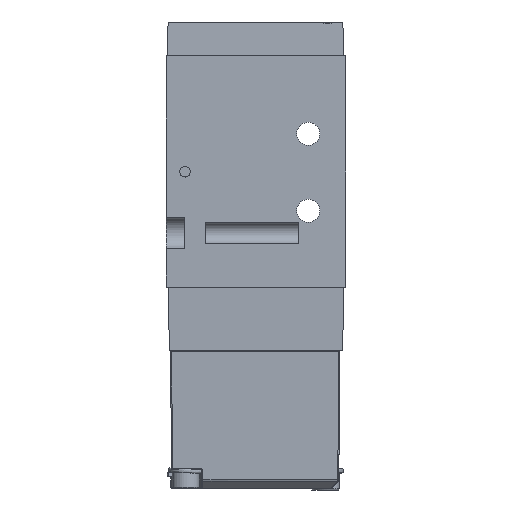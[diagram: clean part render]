
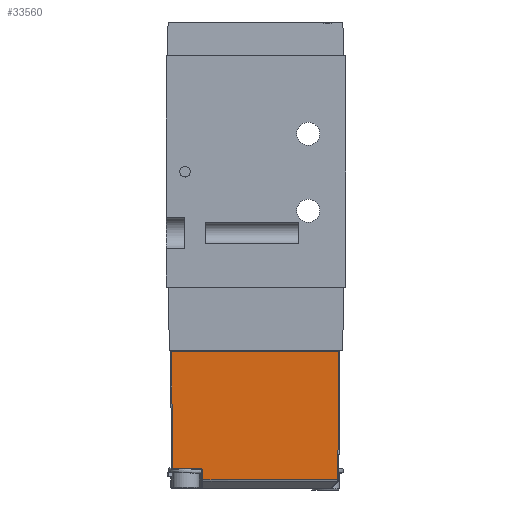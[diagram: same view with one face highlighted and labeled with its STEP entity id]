
A CAD part, left-side view. The second image highlights one B-rep face of the part: STEP entity #33560.
In plain terms, the highlighted face is planar.
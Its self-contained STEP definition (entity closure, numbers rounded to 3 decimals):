
#1401 =( BOUNDED_CURVE ( )  B_SPLINE_CURVE ( 3, ( #33358, #33359, #33360, #33361 ),
 .UNSPECIFIED., .F., .F. ) 
 B_SPLINE_CURVE_WITH_KNOTS ( ( 4, 4 ),
 ( 4.712, 6.283 ),
 .UNSPECIFIED. ) 
 CURVE ( )  GEOMETRIC_REPRESENTATION_ITEM ( )  RATIONAL_B_SPLINE_CURVE ( ( 1., 0.805, 0.805, 1. ) ) 
 REPRESENTATION_ITEM ( '' )  );
#2749 = EDGE_LOOP ( 'NONE', ( #12198, #12199, #12200, #12201, #12202, #12203, #12204 ) ) ;
#2771 = LINE ( 'NONE', #33327, #2773 ) ;
#2773 = VECTOR ( 'NONE', #33328, 1000. ) ;
#2789 = LINE ( 'NONE', #33356, #2791 ) ;
#2791 = VECTOR ( 'NONE', #33357, 1000. ) ;
#2805 = LINE ( 'NONE', #33377, #2806 ) ;
#2806 = VECTOR ( 'NONE', #33378, 1000. ) ;
#2809 = LINE ( 'NONE', #33381, #2810 ) ;
#2810 = VECTOR ( 'NONE', #33382, 1000. ) ;
#2818 = LINE ( 'NONE', #33396, #2819 ) ;
#2819 = VECTOR ( 'NONE', #33397, 1000. ) ;
#2820 = LINE ( 'NONE', #33398, #2821 ) ;
#2821 = VECTOR ( 'NONE', #33399, 1000. ) ;
#7345 = EDGE_CURVE ( 'NONE', #12367, #15481, #2771, .T. ) ;
#7356 = EDGE_CURVE ( 'NONE', #15605, #15464, #2789, .T. ) ;
#7357 = EDGE_CURVE ( 'NONE', #15555, #15594, #1401, .T. ) ;
#7365 = EDGE_CURVE ( 'NONE', #15464, #15594, #2805, .T. ) ;
#7367 = EDGE_CURVE ( 'NONE', #15553, #12367, #2809, .T. ) ;
#7373 = EDGE_CURVE ( 'NONE', #15481, #15605, #2818, .T. ) ;
#7374 = EDGE_CURVE ( 'NONE', #15555, #15553, #2820, .T. ) ;
#12198 = ORIENTED_EDGE ( 'NONE', *, *, #7345, .T. ) ;
#12199 = ORIENTED_EDGE ( 'NONE', *, *, #7373, .T. ) ;
#12200 = ORIENTED_EDGE ( 'NONE', *, *, #7356, .T. ) ;
#12201 = ORIENTED_EDGE ( 'NONE', *, *, #7365, .T. ) ;
#12202 = ORIENTED_EDGE ( 'NONE', *, *, #7357, .F. ) ;
#12203 = ORIENTED_EDGE ( 'NONE', *, *, #7374, .T. ) ;
#12204 = ORIENTED_EDGE ( 'NONE', *, *, #7367, .T. ) ;
#12367 = VERTEX_POINT ( 'NONE', #15112 ) ;
#15112 = CARTESIAN_POINT ( 'NONE',  ( 15.865, 24.876, -10.981 ) ) ;
#15464 = VERTEX_POINT ( 'NONE', #18169 ) ;
#15481 = VERTEX_POINT ( 'NONE', #18186 ) ;
#15553 = VERTEX_POINT ( 'NONE', #18258 ) ;
#15555 = VERTEX_POINT ( 'NONE', #18260 ) ;
#15594 = VERTEX_POINT ( 'NONE', #18299 ) ;
#15605 = VERTEX_POINT ( 'NONE', #18310 ) ;
#18169 = CARTESIAN_POINT ( 'NONE',  ( -15.886, 22.704, -11.022 ) ) ;
#18186 = CARTESIAN_POINT ( 'NONE',  ( 16.098, 0.204, -11.446 ) ) ;
#18258 = CARTESIAN_POINT ( 'NONE',  ( -10.05, 24.876, -10.981 ) ) ;
#18260 = CARTESIAN_POINT ( 'NONE',  ( -10.05, 23.104, -11.014 ) ) ;
#18299 = CARTESIAN_POINT ( 'NONE',  ( -10.45, 22.704, -11.022 ) ) ;
#18310 = CARTESIAN_POINT ( 'NONE',  ( -16.098, 0.204, -11.446 ) ) ;
#27189 = AXIS2_PLACEMENT_3D ( 'NONE', #35019, #35020, #35021 ) ;
#31648 = FACE_OUTER_BOUND ( 'NONE', #2749, .T. ) ;
#33327 = CARTESIAN_POINT ( 'NONE',  ( 15.847, 26.801, -10.944 ) ) ;
#33328 = DIRECTION ( 'NONE',  ( 0.009, -1., -0.019 ) ) ;
#33356 = CARTESIAN_POINT ( 'NONE',  ( -15.85, 26.498, -10.95 ) ) ;
#33357 = DIRECTION ( 'NONE',  ( 0.009, 1., 0.019 ) ) ;
#33358 = CARTESIAN_POINT ( 'NONE',  ( -10.05, 23.104, -11.014 ) ) ;
#33359 = CARTESIAN_POINT ( 'NONE',  ( -10.05, 22.869, -11.019 ) ) ;
#33360 = CARTESIAN_POINT ( 'NONE',  ( -10.216, 22.704, -11.022 ) ) ;
#33361 = CARTESIAN_POINT ( 'NONE',  ( -10.45, 22.704, -11.022 ) ) ;
#33377 = CARTESIAN_POINT ( 'NONE',  ( -10.25, 22.704, -11.022 ) ) ;
#33378 = DIRECTION ( 'NONE',  ( 1., 0., 0. ) ) ;
#33381 = CARTESIAN_POINT ( 'NONE',  ( 16.037, 24.876, -10.981 ) ) ;
#33382 = DIRECTION ( 'NONE',  ( 1., 0., 0. ) ) ;
#33396 = CARTESIAN_POINT ( 'NONE',  ( -16.05, 0.204, -11.446 ) ) ;
#33397 = DIRECTION ( 'NONE',  ( -1., 0., 0. ) ) ;
#33398 = CARTESIAN_POINT ( 'NONE',  ( -10.05, 26.5, -10.95 ) ) ;
#33399 = DIRECTION ( 'NONE',  ( 0., 1., 0.019 ) ) ;
#33560 = ADVANCED_FACE ( 'NONE', ( #31648 ), #35018, .F. ) ;
#35018 = PLANE ( 'NONE',  #27189 ) ;
#35019 = CARTESIAN_POINT ( 'NONE',  ( -16.05, 26.5, -10.95 ) ) ;
#35020 = DIRECTION ( 'NONE',  ( 0., -0.019, 1. ) ) ;
#35021 = DIRECTION ( 'NONE',  ( 0., -1., -0.019 ) ) ;
